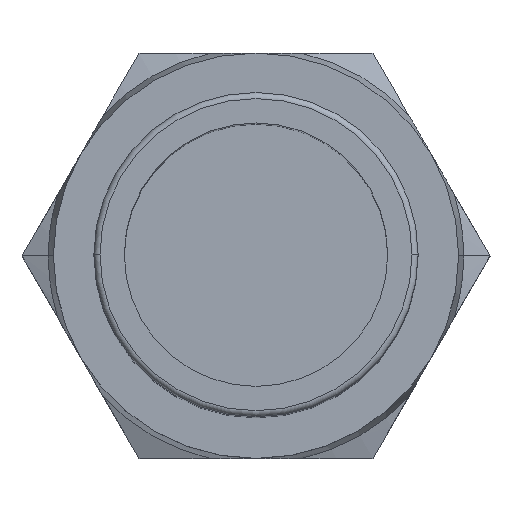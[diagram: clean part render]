
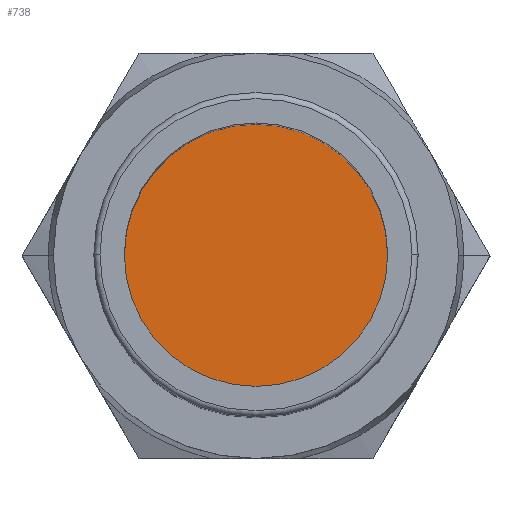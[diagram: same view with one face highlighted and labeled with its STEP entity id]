
A CAD part, top view. The second image highlights one B-rep face of the part: STEP entity #738.
In plain terms, the highlighted planar face has unit normal (0, 0, 1).
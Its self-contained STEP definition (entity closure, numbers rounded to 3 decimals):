
#292=CARTESIAN_POINT('',(6.5,0.0,-8.6));
#293=VERTEX_POINT('',#292);
#302=CARTESIAN_POINT('',(-6.5,0.,-8.6));
#303=VERTEX_POINT('',#302);
#304=CARTESIAN_POINT('',(0.,0.0,-8.6));
#305=DIRECTION('',(0.0,0.0,1.0));
#306=DIRECTION('',(1.0,0.0,0.0));
#307=AXIS2_PLACEMENT_3D('',#304,#305,#306);
#308=CIRCLE('',#307,6.5);
#309=EDGE_CURVE('',#303,#293,#308,.T.);
#723=CARTESIAN_POINT('',(5.,0.,-8.6));
#724=DIRECTION('',(0.0,0.0,1.0));
#725=DIRECTION('',(-1.0,0.0,0.0));
#726=AXIS2_PLACEMENT_3D('',#723,#724,#725);
#727=PLANE('',#726);
#728=CARTESIAN_POINT('',(0.,0.0,-8.6));
#729=DIRECTION('',(0.0,0.0,1.0));
#730=DIRECTION('',(1.0,0.0,0.0));
#731=AXIS2_PLACEMENT_3D('',#728,#729,#730);
#732=CIRCLE('',#731,6.5);
#733=EDGE_CURVE('',#293,#303,#732,.T.);
#734=ORIENTED_EDGE('',*,*,#733,.T.);
#735=ORIENTED_EDGE('',*,*,#309,.T.);
#736=EDGE_LOOP('',(#734,#735));
#737=FACE_OUTER_BOUND('',#736,.T.);
#738=ADVANCED_FACE('',(#737),#727,.T.);
